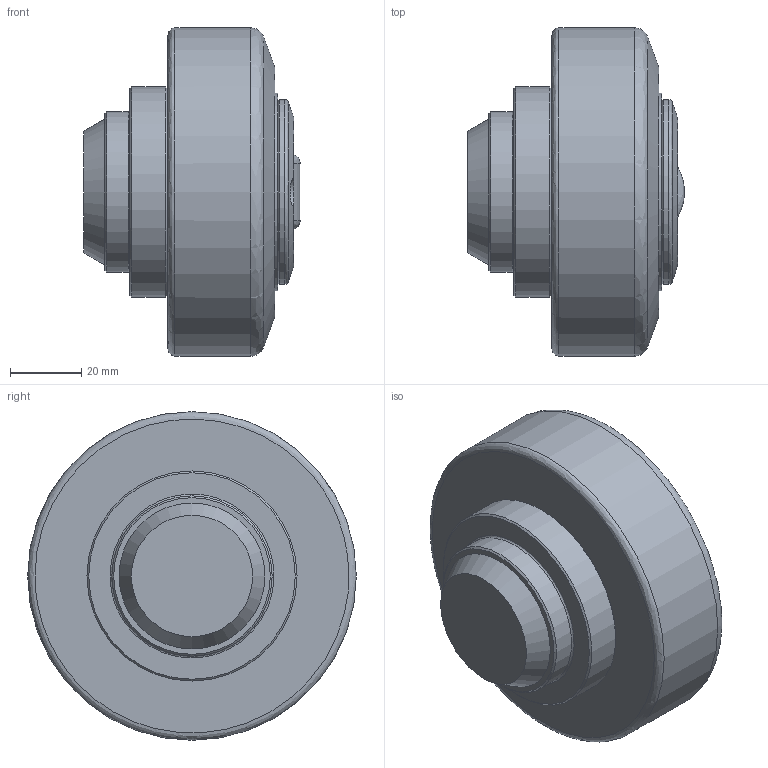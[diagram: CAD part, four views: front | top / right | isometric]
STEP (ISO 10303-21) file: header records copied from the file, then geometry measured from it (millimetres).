
FILE_DESCRIPTION (( 'STEP AP214' ), '1' );
FILE_NAME ('XTR-090.0300-Rollco.step', '2023-04-28T07:42:31', ( '' ), ( '' ), 'SwSTEP 2.0', 'SolidWorks 2010', '' );
FILE_SCHEMA (( 'AUTOMOTIVE_DESIGN' ));
Length unit declared in the file: millimetre
Products named in the file (2): XTR 090.0300_Substitute_2; XTR-090.0300-Rollco
Assembly tree (1 placements, depth 2):
  XTR-090.0300-Rollco
    XTR 090.0300_Substitute_2
Bounding box: 60.89 x 92.3 x 92.3 mm (x, y, z)
Volume: 244567.4 mm3; surface area: 24868 mm2
Topology: 1 solids, 1 shells, 46 faces, 102 edges, 67 vertices
Faces by surface type: cylinder 13, plane 12, cone 11, bspline 9, torus 1
Full cylindrical faces by diameter (mm): 4 x2, 4.5 x2, 7.8 x2, 8.6 x2, 45 x1, 52 x1, 55.3 x1, 55.5 x1, 59 x1
Entity records: 1771 total; most frequent: CARTESIAN_POINT 956, DIRECTION 168, ORIENTED_EDGE 102, EDGE_LOOP 86, AXIS2_PLACEMENT_3D 84, FACE_OUTER_BOUND 66, EDGE_CURVE 51, VERTEX_POINT 47
